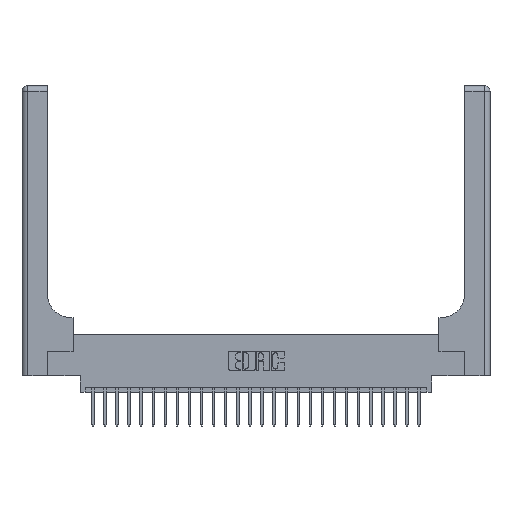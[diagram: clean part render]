
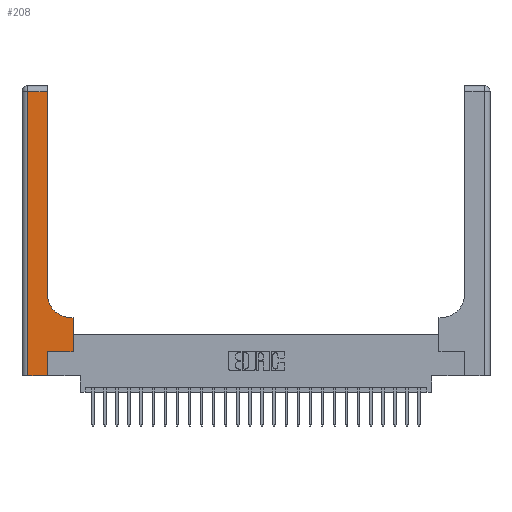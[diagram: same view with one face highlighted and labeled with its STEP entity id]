
A CAD part, top view. The second image highlights one B-rep face of the part: STEP entity #208.
In plain terms, the highlighted planar face has unit normal (0, 0, 1).
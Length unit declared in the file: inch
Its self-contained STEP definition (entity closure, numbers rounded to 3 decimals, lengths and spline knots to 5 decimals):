
#208 = ADVANCED_FACE ( 'NONE', ( #13867 ), #21861, .F. ) ;
#616 = CARTESIAN_POINT ( 'NONE',  ( 0.528, 0.25, 0.37 ) ) ;
#1140 = LINE ( 'NONE', #5103, #11769 ) ;
#2054 = VERTEX_POINT ( 'NONE', #24825 ) ;
#2128 = AXIS2_PLACEMENT_3D ( 'NONE', #9912, #11902, #25274 ) ;
#2147 = VECTOR ( 'NONE', #2635, 39.37008 ) ;
#2441 = VECTOR ( 'NONE', #11016, 39.37008 ) ;
#2635 = DIRECTION ( 'NONE',  ( 1., 0., 0. ) ) ;
#2811 = DIRECTION ( 'NONE',  ( 0., 1., 0. ) ) ;
#3415 = VERTEX_POINT ( 'NONE', #19514 ) ;
#3619 = DIRECTION ( 'NONE',  ( -1., 0., 0. ) ) ;
#4363 = VERTEX_POINT ( 'NONE', #616 ) ;
#4435 = ORIENTED_EDGE ( 'NONE', *, *, #20216, .T. ) ;
#4717 = EDGE_CURVE ( 'NONE', #23114, #24033, #9418, .T. ) ;
#4994 = LINE ( 'NONE', #21013, #24347 ) ;
#4997 = ORIENTED_EDGE ( 'NONE', *, *, #15917, .T. ) ;
#5103 = CARTESIAN_POINT ( 'NONE',  ( 0.26, 0.6, 0.37 ) ) ;
#5686 = VERTEX_POINT ( 'NONE', #25882 ) ;
#5843 = EDGE_CURVE ( 'NONE', #2054, #4363, #10655, .T. ) ;
#5991 = DIRECTION ( 'NONE',  ( 0., 1., 0. ) ) ;
#6326 = LINE ( 'NONE', #10148, #20498 ) ;
#7011 = LINE ( 'NONE', #22505, #13038 ) ;
#7200 = CARTESIAN_POINT ( 'NONE',  ( 0.26, 3., 0.37 ) ) ;
#7338 = EDGE_CURVE ( 'NONE', #3415, #23114, #12999, .T. ) ;
#7589 = VERTEX_POINT ( 'NONE', #18494 ) ;
#7891 = EDGE_CURVE ( 'NONE', #7589, #2054, #13611, .T. ) ;
#8140 = ORIENTED_EDGE ( 'NONE', *, *, #18940, .T. ) ;
#8262 = CARTESIAN_POINT ( 'NONE',  ( 0.06, 2.94, 0.37 ) ) ;
#9073 = DIRECTION ( 'NONE',  ( 0., 0., -1. ) ) ;
#9418 = LINE ( 'NONE', #15615, #15989 ) ;
#9912 = CARTESIAN_POINT ( 'NONE',  ( 0., 3., 0.37 ) ) ;
#10148 = CARTESIAN_POINT ( 'NONE',  ( 0., 0., 0.37 ) ) ;
#10274 = DIRECTION ( 'NONE',  ( 1., 0., 0. ) ) ;
#10655 = LINE ( 'NONE', #22832, #2147 ) ;
#11016 = DIRECTION ( 'NONE',  ( 0., 1., 0. ) ) ;
#11769 = VECTOR ( 'NONE', #22932, 39.37008 ) ;
#11902 = DIRECTION ( 'NONE',  ( 0., 0., -1. ) ) ;
#12948 = VECTOR ( 'NONE', #5991, 39.37008 ) ;
#12999 = LINE ( 'NONE', #7200, #2441 ) ;
#13038 = VECTOR ( 'NONE', #2811, 39.37008 ) ;
#13496 = ORIENTED_EDGE ( 'NONE', *, *, #4717, .T. ) ;
#13611 = LINE ( 'NONE', #25543, #12948 ) ;
#13867 = FACE_OUTER_BOUND ( 'NONE', #18295, .T. ) ;
#14423 = ORIENTED_EDGE ( 'NONE', *, *, #23608, .T. ) ;
#14604 = CARTESIAN_POINT ( 'NONE',  ( 0.528, 0.6, 0.37 ) ) ;
#15615 = CARTESIAN_POINT ( 'NONE',  ( 0., 2.94, 0.37 ) ) ;
#15917 = EDGE_CURVE ( 'NONE', #20126, #3415, #19630, .T. ) ;
#15989 = VECTOR ( 'NONE', #3619, 39.37008 ) ;
#16315 = AXIS2_PLACEMENT_3D ( 'NONE', #17100, #9073, #18560 ) ;
#16579 = DIRECTION ( 'NONE',  ( 0., -1., 0. ) ) ;
#17100 = CARTESIAN_POINT ( 'NONE',  ( 0.51, 0.85, 0.37 ) ) ;
#18295 = EDGE_LOOP ( 'NONE', ( #24394, #13496, #8140, #14423, #19745, #22858, #4435, #23814, #4997 ) ) ;
#18494 = CARTESIAN_POINT ( 'NONE',  ( 0.265, 0., 0.37 ) ) ;
#18560 = DIRECTION ( 'NONE',  ( 1., 0., 0. ) ) ;
#18940 = EDGE_CURVE ( 'NONE', #24033, #5686, #4994, .T. ) ;
#19514 = CARTESIAN_POINT ( 'NONE',  ( 0.26, 0.85, 0.37 ) ) ;
#19630 = CIRCLE ( 'NONE', #16315, 0.25 ) ;
#19745 = ORIENTED_EDGE ( 'NONE', *, *, #7891, .T. ) ;
#19778 = CARTESIAN_POINT ( 'NONE',  ( 0.51, 0.6, 0.37 ) ) ;
#20126 = VERTEX_POINT ( 'NONE', #19778 ) ;
#20216 = EDGE_CURVE ( 'NONE', #4363, #22366, #7011, .T. ) ;
#20498 = VECTOR ( 'NONE', #10274, 39.37008 ) ;
#21013 = CARTESIAN_POINT ( 'NONE',  ( 0.06, 3., 0.37 ) ) ;
#21857 = CARTESIAN_POINT ( 'NONE',  ( 0.26, 2.94, 0.37 ) ) ;
#21861 = PLANE ( 'NONE',  #2128 ) ;
#22366 = VERTEX_POINT ( 'NONE', #14604 ) ;
#22505 = CARTESIAN_POINT ( 'NONE',  ( 0.528, 0.25, 0.37 ) ) ;
#22832 = CARTESIAN_POINT ( 'NONE',  ( 0.265, 0.25, 0.37 ) ) ;
#22858 = ORIENTED_EDGE ( 'NONE', *, *, #5843, .T. ) ;
#22932 = DIRECTION ( 'NONE',  ( -1., 0., 0. ) ) ;
#23114 = VERTEX_POINT ( 'NONE', #21857 ) ;
#23608 = EDGE_CURVE ( 'NONE', #5686, #7589, #6326, .T. ) ;
#23814 = ORIENTED_EDGE ( 'NONE', *, *, #25328, .T. ) ;
#24033 = VERTEX_POINT ( 'NONE', #8262 ) ;
#24347 = VECTOR ( 'NONE', #16579, 39.37008 ) ;
#24394 = ORIENTED_EDGE ( 'NONE', *, *, #7338, .T. ) ;
#24825 = CARTESIAN_POINT ( 'NONE',  ( 0.265, 0.25, 0.37 ) ) ;
#25274 = DIRECTION ( 'NONE',  ( -1., 0., 0. ) ) ;
#25328 = EDGE_CURVE ( 'NONE', #22366, #20126, #1140, .T. ) ;
#25543 = CARTESIAN_POINT ( 'NONE',  ( 0.265, 0., 0.37 ) ) ;
#25882 = CARTESIAN_POINT ( 'NONE',  ( 0.06, 0., 0.37 ) ) ;
